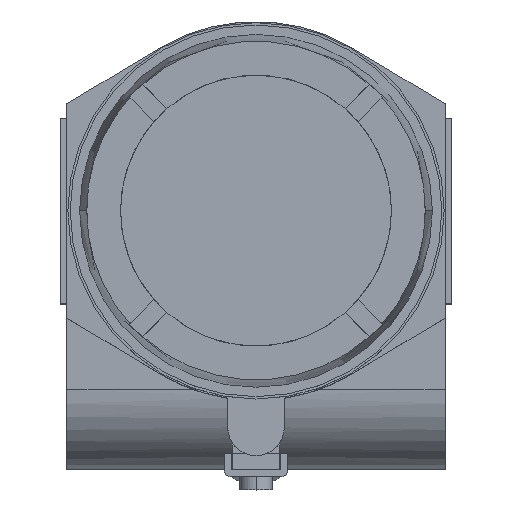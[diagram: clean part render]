
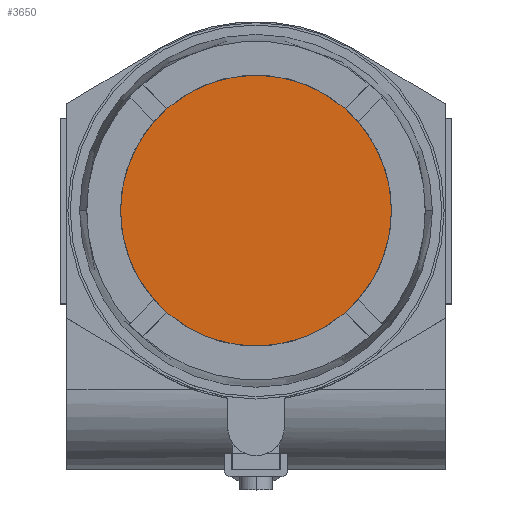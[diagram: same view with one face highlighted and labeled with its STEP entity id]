
A CAD part, top view. The second image highlights one B-rep face of the part: STEP entity #3650.
In plain terms, the highlighted planar face has unit normal (0, 0, 1).
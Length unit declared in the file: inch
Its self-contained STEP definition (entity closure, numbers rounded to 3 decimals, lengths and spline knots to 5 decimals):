
#91 = AXIS2_PLACEMENT_3D ( 'NONE', #4068, #3282, #1902 ) ;
#197 = FACE_OUTER_BOUND ( 'NONE', #3984, .T. ) ;
#295 = DIRECTION ( 'NONE',  ( 0., 0., -1. ) ) ;
#590 = DIRECTION ( 'NONE',  ( -1., 0., 0. ) ) ;
#813 = ORIENTED_EDGE ( 'NONE', *, *, #1257, .T. ) ;
#825 = DIRECTION ( 'NONE',  ( 1., 0., 0. ) ) ;
#988 = ORIENTED_EDGE ( 'NONE', *, *, #2990, .T. ) ;
#1257 = EDGE_CURVE ( 'NONE', #4371, #3565, #3701, .T. ) ;
#1858 = CARTESIAN_POINT ( 'NONE',  ( -1.13386, 0., 3.66535 ) ) ;
#1902 = DIRECTION ( 'NONE',  ( 1., 0., 0. ) ) ;
#1927 = DIRECTION ( 'NONE',  ( 0., 0., 1. ) ) ;
#2247 = CARTESIAN_POINT ( 'NONE',  ( 0., 0., 3.66535 ) ) ;
#2253 = CIRCLE ( 'NONE', #91, 1.13386 ) ;
#2821 = AXIS2_PLACEMENT_3D ( 'NONE', #3606, #295, #590 ) ;
#2990 = EDGE_CURVE ( 'NONE', #3565, #4371, #2253, .T. ) ;
#3216 = PLANE ( 'NONE',  #2821 ) ;
#3282 = DIRECTION ( 'NONE',  ( 0., 0., 1. ) ) ;
#3543 = AXIS2_PLACEMENT_3D ( 'NONE', #2247, #1927, #825 ) ;
#3565 = VERTEX_POINT ( 'NONE', #3583 ) ;
#3583 = CARTESIAN_POINT ( 'NONE',  ( 1.13386, 0., 3.66535 ) ) ;
#3606 = CARTESIAN_POINT ( 'NONE',  ( -0.56693, 0., 3.66535 ) ) ;
#3650 = ADVANCED_FACE ( 'NONE', ( #197 ), #3216, .F. ) ;
#3701 = CIRCLE ( 'NONE', #3543, 1.13386 ) ;
#3984 = EDGE_LOOP ( 'NONE', ( #988, #813 ) ) ;
#4068 = CARTESIAN_POINT ( 'NONE',  ( 0., 0., 3.66535 ) ) ;
#4371 = VERTEX_POINT ( 'NONE', #1858 ) ;
